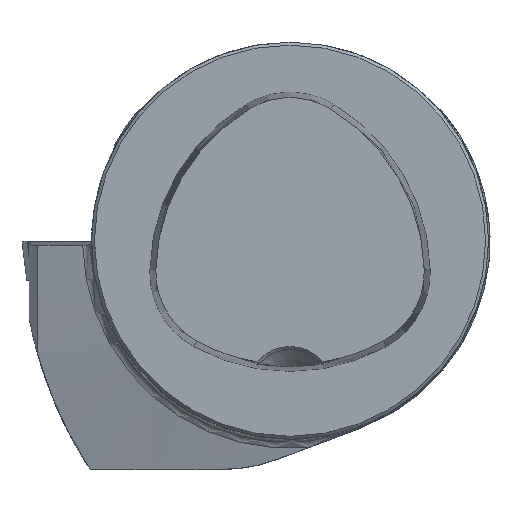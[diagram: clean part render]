
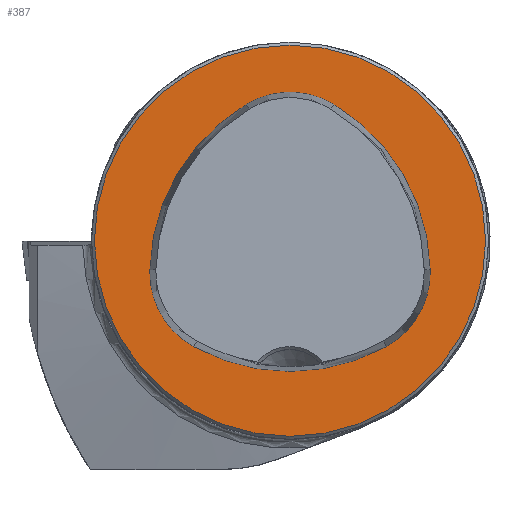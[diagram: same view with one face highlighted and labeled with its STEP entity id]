
A CAD part, top view. The second image highlights one B-rep face of the part: STEP entity #387.
In plain terms, the highlighted planar face has unit normal (0, 0, 1).
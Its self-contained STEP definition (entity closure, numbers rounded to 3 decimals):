
#116=FACE_BOUND('',#695,.T.);
#117=FACE_BOUND('',#696,.T.);
#303=CIRCLE('',#2442,20.063);
#305=CIRCLE('',#2445,20.063);
#306=CIRCLE('',#2446,8.563);
#307=CIRCLE('',#2447,20.063);
#308=CIRCLE('',#2448,8.563);
#309=CIRCLE('',#2449,8.563);
#310=CIRCLE('',#2450,19.7);
#387=ADVANCED_FACE('CU_FL_N1_SU_1',(#116,#117),#511,.T.);
#511=PLANE('',#2451);
#695=EDGE_LOOP('',(#996,#997,#998,#999,#1000,#1001));
#696=EDGE_LOOP('',(#1002));
#996=ORIENTED_EDGE('',*,*,#1854,.F.);
#997=ORIENTED_EDGE('',*,*,#1855,.F.);
#998=ORIENTED_EDGE('',*,*,#1856,.F.);
#999=ORIENTED_EDGE('',*,*,#1857,.F.);
#1000=ORIENTED_EDGE('',*,*,#1851,.F.);
#1001=ORIENTED_EDGE('',*,*,#1858,.F.);
#1002=ORIENTED_EDGE('',*,*,#1859,.T.);
#1621=VERTEX_POINT('',#3908);
#1622=VERTEX_POINT('',#3910);
#1624=VERTEX_POINT('',#3916);
#1625=VERTEX_POINT('',#3917);
#1626=VERTEX_POINT('',#3919);
#1627=VERTEX_POINT('',#3921);
#1628=VERTEX_POINT('',#3925);
#1851=EDGE_CURVE('',#1621,#1622,#303,.T.);
#1854=EDGE_CURVE('',#1624,#1625,#305,.T.);
#1855=EDGE_CURVE('',#1626,#1624,#306,.T.);
#1856=EDGE_CURVE('',#1627,#1626,#307,.T.);
#1857=EDGE_CURVE('',#1622,#1627,#308,.T.);
#1858=EDGE_CURVE('',#1625,#1621,#309,.T.);
#1859=EDGE_CURVE('',#1628,#1628,#310,.T.);
#2442=AXIS2_PLACEMENT_3D('',#3909,#2778,#2779);
#2445=AXIS2_PLACEMENT_3D('',#3915,#2785,#2786);
#2446=AXIS2_PLACEMENT_3D('',#3918,#2787,#2788);
#2447=AXIS2_PLACEMENT_3D('',#3920,#2789,#2790);
#2448=AXIS2_PLACEMENT_3D('',#3922,#2791,#2792);
#2449=AXIS2_PLACEMENT_3D('',#3923,#2793,#2794);
#2450=AXIS2_PLACEMENT_3D('',#3924,#2795,#2796);
#2451=AXIS2_PLACEMENT_3D('',#3926,#2797,#2798);
#2778=DIRECTION('',(0.,0.,1.));
#2779=DIRECTION('',(1.,0.,0.));
#2785=DIRECTION('',(0.,0.,1.));
#2786=DIRECTION('',(1.,0.,0.));
#2787=DIRECTION('',(0.,0.,1.));
#2788=DIRECTION('',(1.,0.,0.));
#2789=DIRECTION('',(0.,0.,1.));
#2790=DIRECTION('',(1.,0.,0.));
#2791=DIRECTION('',(0.,0.,1.));
#2792=DIRECTION('',(1.,0.,0.));
#2793=DIRECTION('',(0.,0.,1.));
#2794=DIRECTION('',(1.,0.,0.));
#2795=DIRECTION('',(0.,0.,1.));
#2796=DIRECTION('',(1.,0.,0.));
#2797=DIRECTION('',(0.,0.,1.));
#2798=DIRECTION('',(1.,0.,0.));
#3908=CARTESIAN_POINT('',(-9.704,-10.66,0.));
#3909=CARTESIAN_POINT('',(0.,6.9,0.));
#3910=CARTESIAN_POINT('',(9.704,-10.66,0.));
#3915=CARTESIAN_POINT('',(5.934,-3.451,0.));
#3916=CARTESIAN_POINT('',(-4.418,13.735,0.));
#3917=CARTESIAN_POINT('',(-14.123,-2.953,0.));
#3918=CARTESIAN_POINT('',(0.,6.4,0.));
#3919=CARTESIAN_POINT('',(4.418,13.735,0.));
#3920=CARTESIAN_POINT('',(-5.934,-3.451,0.));
#3921=CARTESIAN_POINT('',(14.123,-2.953,0.));
#3922=CARTESIAN_POINT('',(5.562,-3.165,0.));
#3923=CARTESIAN_POINT('',(-5.562,-3.165,0.));
#3924=CARTESIAN_POINT('',(0.,0.,0.));
#3925=CARTESIAN_POINT('',(19.7,0.,0.));
#3926=CARTESIAN_POINT('',(0.,0.,0.));
